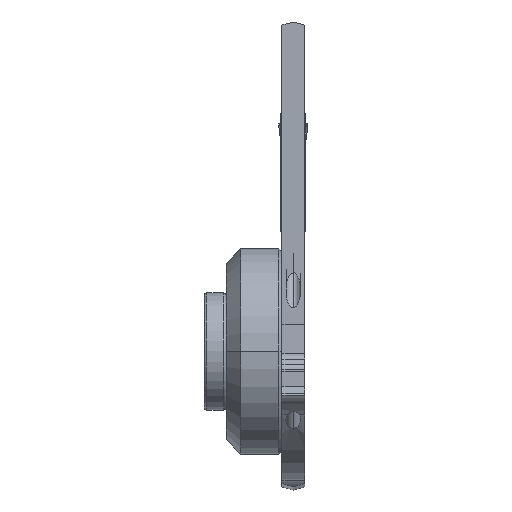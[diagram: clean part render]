
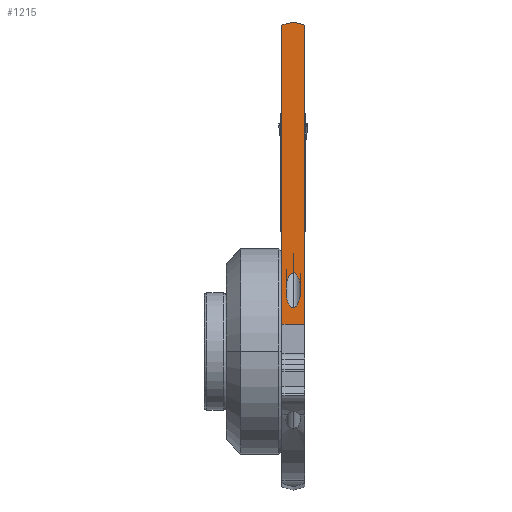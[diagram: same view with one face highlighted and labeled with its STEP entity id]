
A CAD part, top view. The second image highlights one B-rep face of the part: STEP entity #1215.
In plain terms, the highlighted planar face has unit normal (0, 0, 1).
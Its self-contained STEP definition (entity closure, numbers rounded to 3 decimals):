
#52=FACE_BOUND('',#1599,.T.);
#53=FACE_BOUND('',#1600,.T.);
#1215=ADVANCED_FACE('',(#52,#53),#1317,.T.);
#1317=PLANE('',#4578);
#1599=EDGE_LOOP('',(#2309,#2310,#2311,#2312,#2313));
#1600=EDGE_LOOP('',(#2314,#2315));
#1660=ELLIPSE('',#4576,1.183,0.5);
#1661=ELLIPSE('',#4577,1.183,0.5);
#2309=ORIENTED_EDGE('',*,*,#3141,.F.);
#2310=ORIENTED_EDGE('',*,*,#3142,.F.);
#2311=ORIENTED_EDGE('',*,*,#3023,.T.);
#2312=ORIENTED_EDGE('',*,*,#3140,.T.);
#2313=ORIENTED_EDGE('',*,*,#3052,.T.);
#2314=ORIENTED_EDGE('',*,*,#3143,.F.);
#2315=ORIENTED_EDGE('',*,*,#3144,.F.);
#2677=VERTEX_POINT('',#6623);
#2678=VERTEX_POINT('',#6625);
#2704=VERTEX_POINT('',#6681);
#2705=VERTEX_POINT('',#6683);
#2747=VERTEX_POINT('',#6972);
#2748=VERTEX_POINT('',#6975);
#2749=VERTEX_POINT('',#6976);
#3023=EDGE_CURVE('',#2678,#2677,#3720,.T.);
#3052=EDGE_CURVE('',#2705,#2704,#3735,.T.);
#3140=EDGE_CURVE('',#2677,#2705,#3793,.T.);
#3141=EDGE_CURVE('',#2747,#2704,#3794,.T.);
#3142=EDGE_CURVE('',#2678,#2747,#3795,.T.);
#3143=EDGE_CURVE('',#2748,#2749,#1660,.T.);
#3144=EDGE_CURVE('',#2749,#2748,#1661,.T.);
#3720=LINE('',#6624,#3983);
#3735=LINE('',#6682,#3998);
#3793=LINE('',#6969,#4056);
#3794=LINE('',#6971,#4057);
#3795=LINE('',#6973,#4058);
#3983=VECTOR('',#5059,1.);
#3998=VECTOR('',#5106,1.);
#4056=VECTOR('',#5296,1.);
#4057=VECTOR('',#5299,1.);
#4058=VECTOR('',#5300,1.);
#4576=AXIS2_PLACEMENT_3D('',#6974,#5301,#5302);
#4577=AXIS2_PLACEMENT_3D('',#6977,#5303,#5304);
#4578=AXIS2_PLACEMENT_3D('',#6978,#5305,#5306);
#5059=DIRECTION('',(0.,-1.,0.));
#5106=DIRECTION('',(0.,1.,0.));
#5296=DIRECTION('',(1.,0.,0.));
#5299=DIRECTION('',(0.966,-0.259,0.));
#5300=DIRECTION('',(0.966,0.259,0.));
#5301=DIRECTION('',(0.,0.,1.));
#5302=DIRECTION('',(0.,1.,0.));
#5303=DIRECTION('',(0.,0.,1.));
#5304=DIRECTION('',(0.,1.,0.));
#5305=DIRECTION('',(0.,0.,1.));
#5306=DIRECTION('',(0.,-1.,0.));
#6623=CARTESIAN_POINT('',(-1.55,11.238,0.));
#6624=CARTESIAN_POINT('',(-1.55,31.582,0.));
#6625=CARTESIAN_POINT('',(-1.55,31.582,0.));
#6681=CARTESIAN_POINT('',(0.,31.582,0.));
#6682=CARTESIAN_POINT('',(0.,11.238,0.));
#6683=CARTESIAN_POINT('',(0.,11.238,0.));
#6969=CARTESIAN_POINT('',(-1.55,11.238,0.));
#6971=CARTESIAN_POINT('',(-0.775,31.79,0.));
#6972=CARTESIAN_POINT('',(-0.775,31.79,0.));
#6973=CARTESIAN_POINT('',(-1.55,31.582,0.));
#6974=CARTESIAN_POINT('',(-0.775,13.544,0.));
#6975=CARTESIAN_POINT('',(-0.775,14.727,0.));
#6976=CARTESIAN_POINT('',(-0.775,12.361,0.));
#6977=CARTESIAN_POINT('',(-0.775,13.544,0.));
#6978=CARTESIAN_POINT('',(-0.775,21.514,0.));
